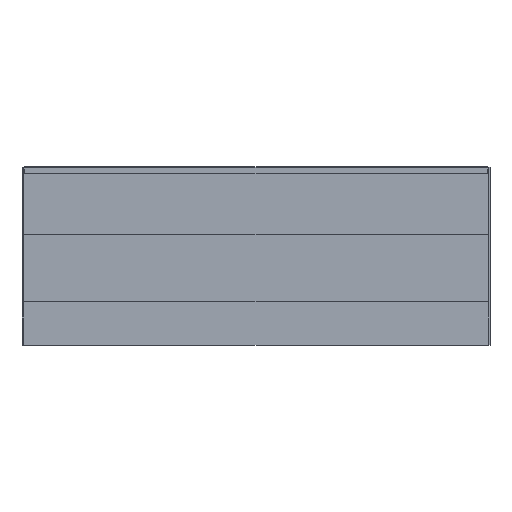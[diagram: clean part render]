
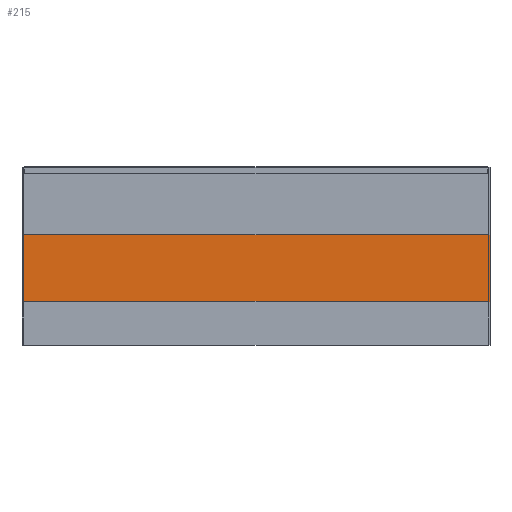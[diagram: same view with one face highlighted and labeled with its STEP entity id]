
A CAD part, front view. The second image highlights one B-rep face of the part: STEP entity #215.
In plain terms, the highlighted planar face has unit normal (0, -1, 0).
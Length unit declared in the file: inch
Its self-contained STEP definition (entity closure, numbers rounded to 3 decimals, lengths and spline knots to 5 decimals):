
#215=ADVANCED_FACE('',(#487),#3799,.T.);
#487=FACE_OUTER_BOUND('',#763,.T.);
#763=EDGE_LOOP('',(#1418,#1419,#1420,#1421,#1422,#1423));
#1418=ORIENTED_EDGE('',*,*,#2329,.T.);
#1419=ORIENTED_EDGE('',*,*,#2358,.T.);
#1420=ORIENTED_EDGE('',*,*,#2335,.T.);
#1421=ORIENTED_EDGE('',*,*,#2365,.F.);
#1422=ORIENTED_EDGE('',*,*,#2339,.T.);
#1423=ORIENTED_EDGE('',*,*,#2353,.T.);
#2329=EDGE_CURVE('',#3442,#3441,#2921,.T.);
#2335=EDGE_CURVE('',#3448,#3447,#2927,.T.);
#2339=EDGE_CURVE('',#3445,#3451,#2931,.T.);
#2353=EDGE_CURVE('',#3451,#3442,#2945,.T.);
#2358=EDGE_CURVE('',#3441,#3448,#2950,.T.);
#2365=EDGE_CURVE('',#3445,#3447,#2957,.T.);
#2921=B_SPLINE_CURVE_WITH_KNOTS('',1,(#5343,#5344),.UNSPECIFIED.,.F.,.F.,
(2,2),(-69.5,0.),.UNSPECIFIED.);
#2927=B_SPLINE_CURVE_WITH_KNOTS('',1,(#5355,#5356),.UNSPECIFIED.,.F.,.F.,
(2,2),(-0.25,0.),.UNSPECIFIED.);
#2931=B_SPLINE_CURVE_WITH_KNOTS('',1,(#5363,#5364),.UNSPECIFIED.,.F.,.F.,
(2,2),(-0.25,0.),.UNSPECIFIED.);
#2945=B_SPLINE_CURVE_WITH_KNOTS('',1,(#5391,#5392),.UNSPECIFIED.,.F.,.F.,
(2,2),(-10.,0.),.UNSPECIFIED.);
#2950=B_SPLINE_CURVE_WITH_KNOTS('',1,(#5401,#5402),.UNSPECIFIED.,.F.,.F.,
(2,2),(-10.,0.),.UNSPECIFIED.);
#2957=B_SPLINE_CURVE_WITH_KNOTS('',1,(#5415,#5416),.UNSPECIFIED.,.F.,.F.,
(2,2),(-69.,0.),.UNSPECIFIED.);
#3441=VERTEX_POINT('',#5302);
#3442=VERTEX_POINT('',#5303);
#3445=VERTEX_POINT('',#5306);
#3447=VERTEX_POINT('',#5308);
#3448=VERTEX_POINT('',#5309);
#3451=VERTEX_POINT('',#5312);
#3799=PLANE('',#4162);
#4162=AXIS2_PLACEMENT_3D('',#5288,#4437,$);
#4437=DIRECTION('',(0.,-1.,0.));
#5288=CARTESIAN_POINT('',(41.70012,99.65528,5.7196));
#5302=CARTESIAN_POINT('',(-34.75,99.65528,16.71972));
#5303=CARTESIAN_POINT('',(34.75,99.65528,16.71972));
#5306=CARTESIAN_POINT('',(34.5,99.65528,6.71972));
#5308=CARTESIAN_POINT('',(-34.5,99.65528,6.71972));
#5309=CARTESIAN_POINT('',(-34.75,99.65528,6.71972));
#5312=CARTESIAN_POINT('',(34.75,99.65528,6.71972));
#5343=CARTESIAN_POINT('',(34.75,99.65528,16.71972));
#5344=CARTESIAN_POINT('',(-34.75,99.65528,16.71972));
#5355=CARTESIAN_POINT('',(-34.75,99.65528,6.71972));
#5356=CARTESIAN_POINT('',(-34.5,99.65528,6.71972));
#5363=CARTESIAN_POINT('',(34.5,99.65528,6.71972));
#5364=CARTESIAN_POINT('',(34.75,99.65528,6.71972));
#5391=CARTESIAN_POINT('',(34.75,99.65528,6.71972));
#5392=CARTESIAN_POINT('',(34.75,99.65528,16.71972));
#5401=CARTESIAN_POINT('',(-34.75,99.65528,16.71972));
#5402=CARTESIAN_POINT('',(-34.75,99.65528,6.71972));
#5415=CARTESIAN_POINT('',(34.5,99.65528,6.71972));
#5416=CARTESIAN_POINT('',(-34.5,99.65528,6.71972));
